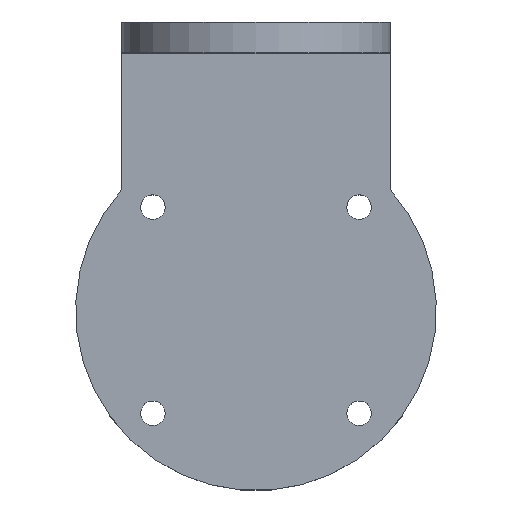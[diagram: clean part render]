
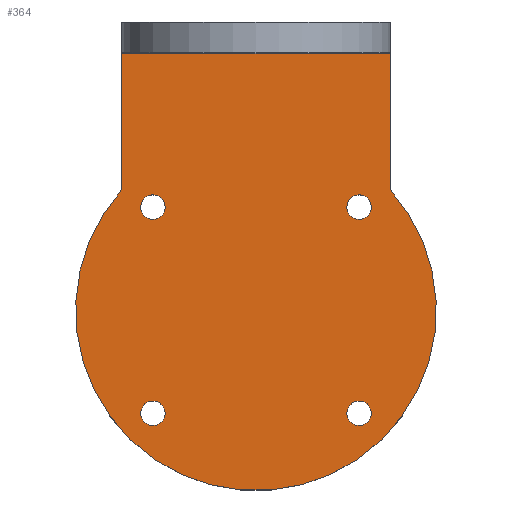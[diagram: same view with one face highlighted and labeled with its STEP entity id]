
A CAD part, top view. The second image highlights one B-rep face of the part: STEP entity #364.
In plain terms, the highlighted planar face has unit normal (0, 0, 1).
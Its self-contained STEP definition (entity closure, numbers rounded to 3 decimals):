
#23=FACE_BOUND('',#79,.T.);
#24=FACE_BOUND('',#80,.T.);
#25=FACE_BOUND('',#81,.T.);
#26=FACE_BOUND('',#82,.T.);
#35=PLANE('',#420);
#52=FACE_OUTER_BOUND('',#78,.T.);
#78=EDGE_LOOP('',(#317,#318,#319,#320));
#79=EDGE_LOOP('',(#321));
#80=EDGE_LOOP('',(#322));
#81=EDGE_LOOP('',(#323));
#82=EDGE_LOOP('',(#324));
#105=LINE('',#608,#129);
#107=LINE('',#619,#131);
#112=LINE('',#629,#136);
#129=VECTOR('',#503,10.);
#131=VECTOR('',#515,10.);
#136=VECTOR('',#528,10.);
#138=CIRCLE('',#383,1.6);
#140=CIRCLE('',#386,1.6);
#142=CIRCLE('',#389,1.6);
#144=CIRCLE('',#392,1.6);
#145=CIRCLE('',#394,23.5);
#162=VERTEX_POINT('',#537);
#164=VERTEX_POINT('',#543);
#166=VERTEX_POINT('',#549);
#168=VERTEX_POINT('',#555);
#169=VERTEX_POINT('',#559);
#170=VERTEX_POINT('',#560);
#187=VERTEX_POINT('',#606);
#191=VERTEX_POINT('',#618);
#195=EDGE_CURVE('',#162,#162,#138,.T.);
#198=EDGE_CURVE('',#164,#164,#140,.T.);
#201=EDGE_CURVE('',#166,#166,#142,.T.);
#204=EDGE_CURVE('',#168,#168,#144,.T.);
#205=EDGE_CURVE('',#169,#170,#145,.T.);
#229=EDGE_CURVE('',#170,#187,#105,.T.);
#234=EDGE_CURVE('',#191,#169,#107,.T.);
#240=EDGE_CURVE('',#187,#191,#112,.T.);
#317=ORIENTED_EDGE('',*,*,#229,.T.);
#318=ORIENTED_EDGE('',*,*,#240,.T.);
#319=ORIENTED_EDGE('',*,*,#234,.T.);
#320=ORIENTED_EDGE('',*,*,#205,.T.);
#321=ORIENTED_EDGE('',*,*,#195,.T.);
#322=ORIENTED_EDGE('',*,*,#198,.T.);
#323=ORIENTED_EDGE('',*,*,#201,.T.);
#324=ORIENTED_EDGE('',*,*,#204,.T.);
#364=ADVANCED_FACE('',(#52,#23,#24,#25,#26),#35,.F.);
#383=AXIS2_PLACEMENT_3D('',#539,#430,#431);
#386=AXIS2_PLACEMENT_3D('',#545,#437,#438);
#389=AXIS2_PLACEMENT_3D('',#551,#444,#445);
#392=AXIS2_PLACEMENT_3D('',#557,#451,#452);
#394=AXIS2_PLACEMENT_3D('',#561,#455,#456);
#420=AXIS2_PLACEMENT_3D('',#628,#526,#527);
#430=DIRECTION('center_axis',(0.,0.,-1.));
#431=DIRECTION('ref_axis',(-1.,0.,0.));
#437=DIRECTION('center_axis',(0.,0.,-1.));
#438=DIRECTION('ref_axis',(-1.,0.,0.));
#444=DIRECTION('center_axis',(0.,0.,-1.));
#445=DIRECTION('ref_axis',(-1.,0.,0.));
#451=DIRECTION('center_axis',(0.,0.,-1.));
#452=DIRECTION('ref_axis',(-1.,0.,0.));
#455=DIRECTION('center_axis',(0.,0.,1.));
#456=DIRECTION('ref_axis',(-1.,0.,0.));
#503=DIRECTION('',(0.,1.,0.));
#515=DIRECTION('',(0.,-1.,0.));
#526=DIRECTION('center_axis',(0.,0.,-1.));
#527=DIRECTION('ref_axis',(0.,1.,0.));
#528=DIRECTION('',(-1.,0.,0.));
#537=CARTESIAN_POINT('',(-11.835,-13.435,-21.5));
#539=CARTESIAN_POINT('Origin',(-13.435,-13.435,-21.5));
#543=CARTESIAN_POINT('',(15.035,13.435,-21.5));
#545=CARTESIAN_POINT('Origin',(13.435,13.435,-21.5));
#549=CARTESIAN_POINT('',(-11.835,13.435,-21.5));
#551=CARTESIAN_POINT('Origin',(-13.435,13.435,-21.5));
#555=CARTESIAN_POINT('',(15.035,-13.435,-21.5));
#557=CARTESIAN_POINT('Origin',(13.435,-13.435,-21.5));
#559=CARTESIAN_POINT('',(-17.5,15.684,-21.5));
#560=CARTESIAN_POINT('',(17.5,15.684,-21.5));
#561=CARTESIAN_POINT('Origin',(0.,0.,-21.5));
#606=CARTESIAN_POINT('',(17.5,33.4,-21.5));
#608=CARTESIAN_POINT('',(17.5,4.5,-21.5));
#618=CARTESIAN_POINT('',(-17.5,33.4,-21.5));
#619=CARTESIAN_POINT('',(-17.5,4.5,-21.5));
#628=CARTESIAN_POINT('Origin',(0.,-28.5,-21.5));
#629=CARTESIAN_POINT('',(0.,33.4,-21.5));
